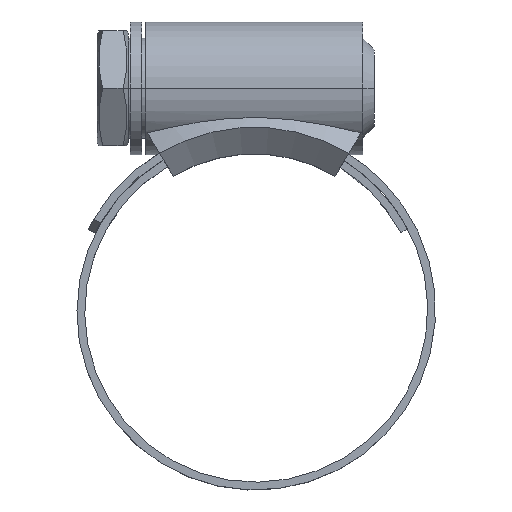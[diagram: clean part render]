
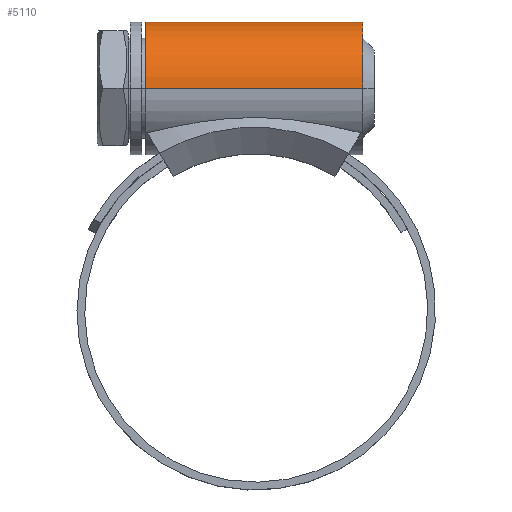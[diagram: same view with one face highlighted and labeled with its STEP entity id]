
A CAD part, top view. The second image highlights one B-rep face of the part: STEP entity #5110.
In plain terms, the highlighted cylindrical face has radius 8.5 mm (diameter 17 mm), a partial arc.
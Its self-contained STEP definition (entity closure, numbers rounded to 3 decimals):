
#239 = VECTOR ( 'NONE', #5070, 1000. ) ;
#294 = ORIENTED_EDGE ( 'NONE', *, *, #2011, .F. ) ;
#383 = LINE ( 'NONE', #1709, #239 ) ;
#546 = DIRECTION ( 'NONE',  ( 1., 0., 0. ) ) ;
#578 = DIRECTION ( 'NONE',  ( 1., 0., 0. ) ) ;
#659 = VERTEX_POINT ( 'NONE', #3566 ) ;
#887 = CIRCLE ( 'NONE', #3988, 8.5 ) ;
#1098 = EDGE_CURVE ( 'NONE', #659, #5187, #887, .T. ) ;
#1205 = CARTESIAN_POINT ( 'NONE',  ( -13.906, 28.5, 0. ) ) ;
#1221 = ORIENTED_EDGE ( 'NONE', *, *, #3278, .T. ) ;
#1487 = DIRECTION ( 'NONE',  ( 0., 0., -1. ) ) ;
#1709 = CARTESIAN_POINT ( 'NONE',  ( -37.948, 28.5, -8.5 ) ) ;
#1834 = VERTEX_POINT ( 'NONE', #5485 ) ;
#2011 = EDGE_CURVE ( 'NONE', #1834, #2125, #4888, .T. ) ;
#2125 = VERTEX_POINT ( 'NONE', #4567 ) ;
#2154 = AXIS2_PLACEMENT_3D ( 'NONE', #1205, #2733, #3678 ) ;
#2733 = DIRECTION ( 'NONE',  ( -1., 0., 0. ) ) ;
#2784 = CYLINDRICAL_SURFACE ( 'NONE', #3559, 8.5 ) ;
#2934 = CARTESIAN_POINT ( 'NONE',  ( 13.906, 28.5, 8.5 ) ) ;
#3278 = EDGE_CURVE ( 'NONE', #1834, #5187, #4729, .T. ) ;
#3559 = AXIS2_PLACEMENT_3D ( 'NONE', #4031, #4063, #1487 ) ;
#3566 = CARTESIAN_POINT ( 'NONE',  ( 13.906, 28.5, -8.5 ) ) ;
#3630 = EDGE_LOOP ( 'NONE', ( #294, #1221, #4787, #4924 ) ) ;
#3678 = DIRECTION ( 'NONE',  ( 0., 0., -1. ) ) ;
#3710 = FACE_OUTER_BOUND ( 'NONE', #3630, .T. ) ;
#3988 = AXIS2_PLACEMENT_3D ( 'NONE', #5129, #546, #4304 ) ;
#4031 = CARTESIAN_POINT ( 'NONE',  ( -37.948, 28.5, 0. ) ) ;
#4063 = DIRECTION ( 'NONE',  ( 1., 0., 0. ) ) ;
#4304 = DIRECTION ( 'NONE',  ( 0., 0., -1. ) ) ;
#4390 = CARTESIAN_POINT ( 'NONE',  ( -37.948, 28.5, 8.5 ) ) ;
#4432 = EDGE_CURVE ( 'NONE', #2125, #659, #383, .T. ) ;
#4567 = CARTESIAN_POINT ( 'NONE',  ( -13.906, 28.5, -8.5 ) ) ;
#4729 = LINE ( 'NONE', #4390, #5034 ) ;
#4787 = ORIENTED_EDGE ( 'NONE', *, *, #1098, .F. ) ;
#4888 = CIRCLE ( 'NONE', #2154, 8.5 ) ;
#4924 = ORIENTED_EDGE ( 'NONE', *, *, #4432, .F. ) ;
#5034 = VECTOR ( 'NONE', #578, 1000. ) ;
#5070 = DIRECTION ( 'NONE',  ( 1., 0., 0. ) ) ;
#5110 = ADVANCED_FACE ( 'NONE', ( #3710 ), #2784, .T. ) ;
#5129 = CARTESIAN_POINT ( 'NONE',  ( 13.906, 28.5, 0. ) ) ;
#5187 = VERTEX_POINT ( 'NONE', #2934 ) ;
#5485 = CARTESIAN_POINT ( 'NONE',  ( -13.906, 28.5, 8.5 ) ) ;
